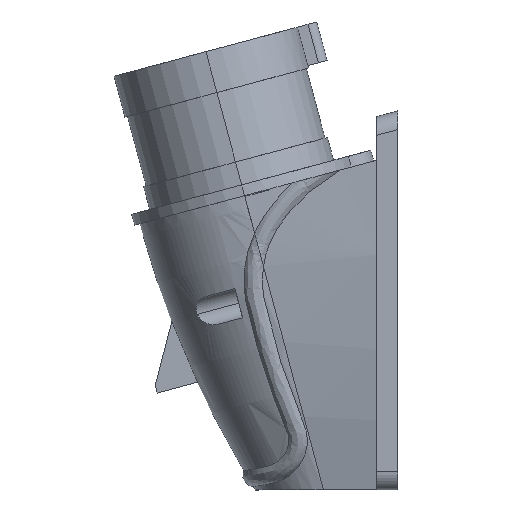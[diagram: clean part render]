
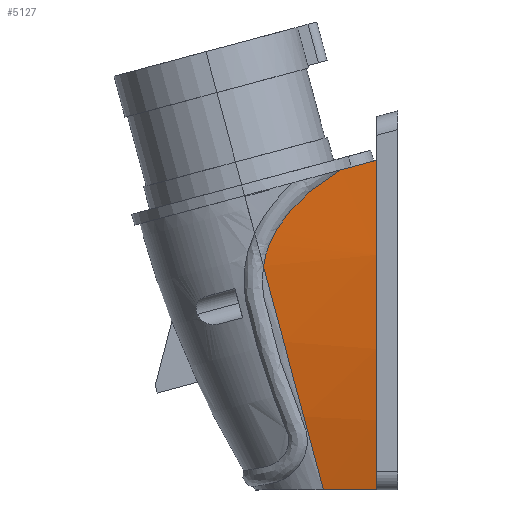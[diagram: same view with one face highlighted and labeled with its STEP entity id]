
A CAD part, left-side view. The second image highlights one B-rep face of the part: STEP entity #5127.
In plain terms, the highlighted cylindrical face has radius 328.045 mm (diameter 656.09 mm), a partial arc.
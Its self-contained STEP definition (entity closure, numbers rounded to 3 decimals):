
#630 = CARTESIAN_POINT ( 'NONE',  ( 96.506, -116.385, -69.95 ) ) ;
#794 = DIRECTION ( 'NONE',  ( 0., -0.966, 0.259 ) ) ;
#1121 = CARTESIAN_POINT ( 'NONE',  ( -231.314, -128.227, -79.352 ) ) ;
#3079 = CARTESIAN_POINT ( 'NONE',  ( -231.539, -148.39, -61.375 ) ) ;
#3092 = EDGE_CURVE ( 'NONE', #5586, #24843, #3402, .T. ) ;
#3402 = LINE ( 'NONE', #16283, #4864 ) ;
#3473 = DIRECTION ( 'NONE',  ( 0., -0.259, -0.966 ) ) ;
#3612 = CARTESIAN_POINT ( 'NONE',  ( -231.463, -133.692, -72.669 ) ) ;
#4864 = VECTOR ( 'NONE', #5589, 1000. ) ;
#4885 = EDGE_CURVE ( 'NONE', #5586, #21243, #13984, .T. ) ;
#5127 = ADVANCED_FACE ( 'NONE', ( #16194 ), #6007, .T. ) ;
#5586 = VERTEX_POINT ( 'NONE', #14963 ) ;
#5589 = DIRECTION ( 'NONE',  ( 0., 0.966, -0.259 ) ) ;
#6007 = CYLINDRICAL_SURFACE ( 'NONE', #8494, 328.045 ) ;
#6599 = CARTESIAN_POINT ( 'NONE',  ( -215.539, -142.577, -167.702 ) ) ;
#6636 = CARTESIAN_POINT ( 'NONE',  ( -231.429, -131.901, -74.628 ) ) ;
#7426 = CIRCLE ( 'NONE', #31428, 328.045 ) ;
#7988 = CARTESIAN_POINT ( 'NONE',  ( 96.506, -269.322, -28.971 ) ) ;
#8467 = CARTESIAN_POINT ( 'NONE',  ( -230.666, -122.711, -93.017 ) ) ;
#8494 = AXIS2_PLACEMENT_3D ( 'NONE', #7988, #26387, #3473 ) ;
#8647 = CARTESIAN_POINT ( 'NONE',  ( -231.519, -139.245, -67.602 ) ) ;
#8805 = CARTESIAN_POINT ( 'NONE',  ( -231.534, -143.715, -64.384 ) ) ;
#8956 = CARTESIAN_POINT ( 'NONE',  ( -230.779, -123.018, -91.281 ) ) ;
#9102 = B_SPLINE_CURVE_WITH_KNOTS ( 'NONE', 3,
 ( #31517, #24017, #18845, #31690, #8805, #29040, #32002, #29533, #8647, #21832, #16331, #3612, #6636, #16825, #27023, #1121, #16490, #26695, #13982, #10953, #11461, #21673, #31341, #31838, #8956, #19161, #8467, #29362 ),
 .UNSPECIFIED., .F., .F.,
 ( 4, 1, 1, 1, 1, 1, 1, 1, 1, 1, 1, 1, 1, 1, 1, 1, 1, 1, 1, 1, 1, 1, 1, 1, 1, 4 ),
 ( 0., 0.069, 0.111, 0.125, 0.156, 0.188, 0.219, 0.25, 0.313, 0.375, 0.438, 0.5, 0.563, 0.625, 0.642, 0.657, 0.688, 0.719, 0.75, 0.813, 0.875, 0.9, 0.925, 0.95, 0.975, 1. ),
 .UNSPECIFIED. ) ;
#9987 = CARTESIAN_POINT ( 'NONE',  ( -231.539, -160.335, -95.516 ) ) ;
#10953 = CARTESIAN_POINT ( 'NONE',  ( -231.165, -125.616, -83.7 ) ) ;
#11128 = DIRECTION ( 'NONE',  ( 0., -0.259, -0.966 ) ) ;
#11461 = CARTESIAN_POINT ( 'NONE',  ( -231.081, -124.692, -85.711 ) ) ;
#12346 = CARTESIAN_POINT ( 'NONE',  ( -214.011, -160.335, -167.702 ) ) ;
#12836 = CARTESIAN_POINT ( 'NONE',  ( -231.539, -160.335, -58.174 ) ) ;
#13044 = EDGE_LOOP ( 'NONE', ( #19468, #28904, #17016, #23508, #24376 ) ) ;
#13982 = CARTESIAN_POINT ( 'NONE',  ( -231.224, -126.452, -82.141 ) ) ;
#13984 =( BOUNDED_CURVE ( )  B_SPLINE_CURVE ( 3, ( #12836, #9987, #18013, #12346 ),
 .UNSPECIFIED., .F., .F. ) 
 B_SPLINE_CURVE_WITH_KNOTS ( ( 4, 4 ),
 ( 4.712, 5.041 ),
 .UNSPECIFIED. ) 
 CURVE ( )  GEOMETRIC_REPRESENTATION_ITEM ( )  RATIONAL_B_SPLINE_CURVE ( ( 1., 0.991, 0.991, 1. ) ) 
 REPRESENTATION_ITEM ( '' )  );
#14251 = EDGE_CURVE ( 'NONE', #21243, #24922, #31911, .T. ) ;
#14963 = CARTESIAN_POINT ( 'NONE',  ( -231.539, -160.335, -58.174 ) ) ;
#16194 = FACE_OUTER_BOUND ( 'NONE', #13044, .T. ) ;
#16283 = CARTESIAN_POINT ( 'NONE',  ( -231.539, -269.322, -28.971 ) ) ;
#16331 = CARTESIAN_POINT ( 'NONE',  ( -231.489, -135.573, -70.795 ) ) ;
#16490 = CARTESIAN_POINT ( 'NONE',  ( -231.292, -127.723, -80.08 ) ) ;
#16825 = CARTESIAN_POINT ( 'NONE',  ( -231.386, -130.204, -76.669 ) ) ;
#17016 = ORIENTED_EDGE ( 'NONE', *, *, #25916, .T. ) ;
#18013 = CARTESIAN_POINT ( 'NONE',  ( -225.643, -160.335, -132.356 ) ) ;
#18128 = EDGE_CURVE ( 'NONE', #24843, #31145, #9102, .T. ) ;
#18845 = CARTESIAN_POINT ( 'NONE',  ( -231.538, -146.242, -62.758 ) ) ;
#18911 = CARTESIAN_POINT ( 'NONE',  ( -215.041, -148.511, -167.702 ) ) ;
#19161 = CARTESIAN_POINT ( 'NONE',  ( -230.713, -122.816, -92.319 ) ) ;
#19468 = ORIENTED_EDGE ( 'NONE', *, *, #3092, .T. ) ;
#19851 = CARTESIAN_POINT ( 'NONE',  ( -214.531, -154.43, -167.702 ) ) ;
#21163 = CARTESIAN_POINT ( 'NONE',  ( -214.011, -160.335, -167.702 ) ) ;
#21243 = VERTEX_POINT ( 'NONE', #21163 ) ;
#21673 = CARTESIAN_POINT ( 'NONE',  ( -230.983, -123.971, -87.707 ) ) ;
#21832 = CARTESIAN_POINT ( 'NONE',  ( -231.508, -137.539, -69.01 ) ) ;
#23508 = ORIENTED_EDGE ( 'NONE', *, *, #14251, .F. ) ;
#24017 = CARTESIAN_POINT ( 'NONE',  ( -231.539, -147.564, -61.906 ) ) ;
#24376 = ORIENTED_EDGE ( 'NONE', *, *, #4885, .F. ) ;
#24843 = VERTEX_POINT ( 'NONE', #3079 ) ;
#24922 = VERTEX_POINT ( 'NONE', #6599 ) ;
#25039 = CARTESIAN_POINT ( 'NONE',  ( -230.642, -122.659, -93.366 ) ) ;
#25916 = EDGE_CURVE ( 'NONE', #31145, #24922, #7426, .T. ) ;
#26387 = DIRECTION ( 'NONE',  ( 0., 0.966, -0.259 ) ) ;
#26695 = CARTESIAN_POINT ( 'NONE',  ( -231.263, -127.128, -80.998 ) ) ;
#27023 = CARTESIAN_POINT ( 'NONE',  ( -231.345, -128.996, -78.27 ) ) ;
#28904 = ORIENTED_EDGE ( 'NONE', *, *, #18128, .T. ) ;
#29040 = CARTESIAN_POINT ( 'NONE',  ( -231.532, -142.809, -64.982 ) ) ;
#29362 = CARTESIAN_POINT ( 'NONE',  ( -230.642, -122.659, -93.366 ) ) ;
#29430 = CARTESIAN_POINT ( 'NONE',  ( -215.539, -142.577, -167.702 ) ) ;
#29533 = CARTESIAN_POINT ( 'NONE',  ( -231.525, -140.647, -66.525 ) ) ;
#31145 = VERTEX_POINT ( 'NONE', #25039 ) ;
#31341 = CARTESIAN_POINT ( 'NONE',  ( -230.9, -123.518, -89.229 ) ) ;
#31428 = AXIS2_PLACEMENT_3D ( 'NONE', #630, #794, #11128 ) ;
#31517 = CARTESIAN_POINT ( 'NONE',  ( -231.539, -148.39, -61.375 ) ) ;
#31589 = CARTESIAN_POINT ( 'NONE',  ( -214.011, -160.335, -167.702 ) ) ;
#31690 = CARTESIAN_POINT ( 'NONE',  ( -231.536, -144.753, -63.718 ) ) ;
#31838 = CARTESIAN_POINT ( 'NONE',  ( -230.841, -123.251, -90.251 ) ) ;
#31911 =( BOUNDED_CURVE ( )  B_SPLINE_CURVE ( 3, ( #31589, #19851, #18911, #29430 ),
 .UNSPECIFIED., .F., .F. ) 
 B_SPLINE_CURVE_WITH_KNOTS ( ( 4, 4 ),
 ( 4.384, 4.399 ),
 .UNSPECIFIED. ) 
 CURVE ( )  GEOMETRIC_REPRESENTATION_ITEM ( )  RATIONAL_B_SPLINE_CURVE ( ( 1., 1., 1., 1. ) ) 
 REPRESENTATION_ITEM ( '' )  );
#32002 = CARTESIAN_POINT ( 'NONE',  ( -231.529, -141.719, -65.741 ) ) ;
